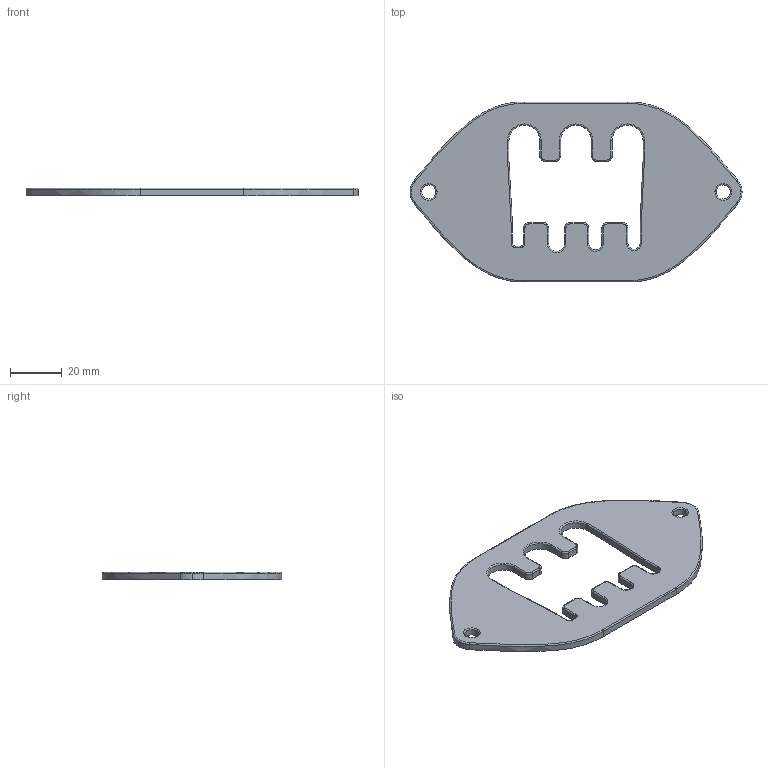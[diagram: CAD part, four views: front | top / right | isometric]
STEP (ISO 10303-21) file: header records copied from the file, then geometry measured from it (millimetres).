
FILE_DESCRIPTION (( 'STEP AP214' ), '1' );
FILE_NAME ('cable_gland_top.STEP', '2023-06-29T22:36:29', ( '' ), ( '' ), 'SwSTEP 2.0', 'SolidWorks 2022', '' );
FILE_SCHEMA (( 'AUTOMOTIVE_DESIGN' ));
Length unit declared in the file: millimetre
Products named in the file (1): cable_gland_top
Bounding box: 128.8 x 69.8 x 3 mm (x, y, z)
Volume: 15250.5 mm3; surface area: 11960.1 mm2
Topology: 1 solids, 1 shells, 108 faces, 266 edges, 160 vertices
Faces by surface type: cylinder 49, plane 26, torus 25, bspline 8
Entity records: 3689 total; most frequent: CARTESIAN_POINT 1063, DIRECTION 577, ORIENTED_EDGE 532, EDGE_CURVE 266, AXIS2_PLACEMENT_3D 226, VERTEX_POINT 160, LINE 125, CIRCLE 125
